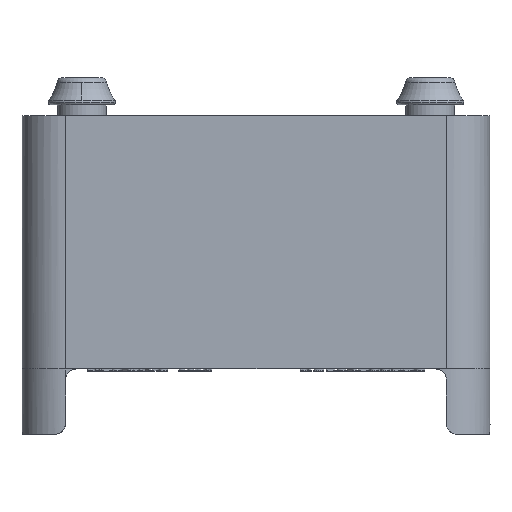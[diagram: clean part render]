
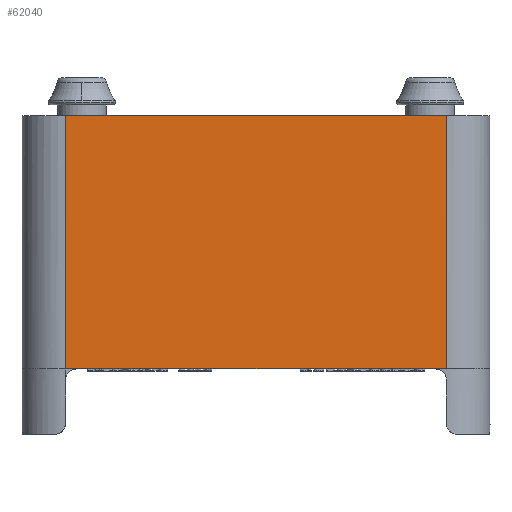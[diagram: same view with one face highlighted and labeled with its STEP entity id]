
A CAD part, front view. The second image highlights one B-rep face of the part: STEP entity #62040.
In plain terms, the highlighted planar face has unit normal (0, -1, 0).
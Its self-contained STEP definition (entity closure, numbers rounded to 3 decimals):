
#1869=CARTESIAN_POINT('',(-17.472,-21.5,-2.0));
#1870=VERTEX_POINT('',#1869);
#3788=CARTESIAN_POINT('',(17.472,-21.5,-2.0));
#3789=VERTEX_POINT('',#3788);
#3797=CARTESIAN_POINT('',(-17.472,-21.5,-2.0));
#3798=DIRECTION('',(1.0,0.0,0.0));
#3799=VECTOR('',#3798,34.943);
#3800=LINE('',#3797,#3799);
#3801=EDGE_CURVE('',#1870,#3789,#3800,.T.);
#61589=CARTESIAN_POINT('',(17.5,-21.5,-2.0));
#61590=VERTEX_POINT('',#61589);
#61600=CARTESIAN_POINT('',(17.472,-21.5,-2.0));
#61601=DIRECTION('',(1.0,0.0,0.0));
#61602=VECTOR('',#61601,0.028);
#61603=LINE('',#61600,#61602);
#61604=EDGE_CURVE('',#3789,#61590,#61603,.T.);
#61667=CARTESIAN_POINT('',(-17.5,-21.5,-2.0));
#61668=VERTEX_POINT('',#61667);
#61684=CARTESIAN_POINT('',(-17.5,-21.5,-2.0));
#61685=DIRECTION('',(1.0,0.0,0.0));
#61686=VECTOR('',#61685,0.028);
#61687=LINE('',#61684,#61686);
#61688=EDGE_CURVE('',#61668,#1870,#61687,.T.);
#61971=CARTESIAN_POINT('',(17.5,-21.5,21.25));
#61972=VERTEX_POINT('',#61971);
#61980=CARTESIAN_POINT('',(17.5,-21.5,-2.0));
#61981=DIRECTION('',(0.0,0.0,1.0));
#61982=VECTOR('',#61981,23.25);
#61983=LINE('',#61980,#61982);
#61984=EDGE_CURVE('',#61590,#61972,#61983,.T.);
#61995=CARTESIAN_POINT('',(-17.5,-21.5,21.25));
#61996=VERTEX_POINT('',#61995);
#61997=CARTESIAN_POINT('',(-17.5,-21.5,-2.0));
#61998=DIRECTION('',(0.0,0.0,1.0));
#61999=VECTOR('',#61998,23.25);
#62000=LINE('',#61997,#61999);
#62001=EDGE_CURVE('',#61668,#61996,#62000,.T.);
#62022=CARTESIAN_POINT('',(17.5,-21.5,-2.0));
#62023=DIRECTION('',(0.0,-1.0,0.0));
#62024=DIRECTION('',(0.0,0.0,-1.0));
#62025=AXIS2_PLACEMENT_3D('',#62022,#62023,#62024);
#62026=PLANE('',#62025);
#62027=ORIENTED_EDGE('',*,*,#61688,.T.);
#62028=ORIENTED_EDGE('',*,*,#3801,.T.);
#62029=ORIENTED_EDGE('',*,*,#61604,.T.);
#62030=ORIENTED_EDGE('',*,*,#61984,.T.);
#62031=CARTESIAN_POINT('',(17.5,-21.5,21.25));
#62032=DIRECTION('',(-1.0,0.0,0.0));
#62033=VECTOR('',#62032,35.0);
#62034=LINE('',#62031,#62033);
#62035=EDGE_CURVE('',#61972,#61996,#62034,.T.);
#62036=ORIENTED_EDGE('',*,*,#62035,.T.);
#62037=ORIENTED_EDGE('',*,*,#62001,.F.);
#62038=EDGE_LOOP('',(#62027,#62028,#62029,#62030,#62036,#62037));
#62039=FACE_OUTER_BOUND('',#62038,.T.);
#62040=ADVANCED_FACE('',(#62039),#62026,.T.);
